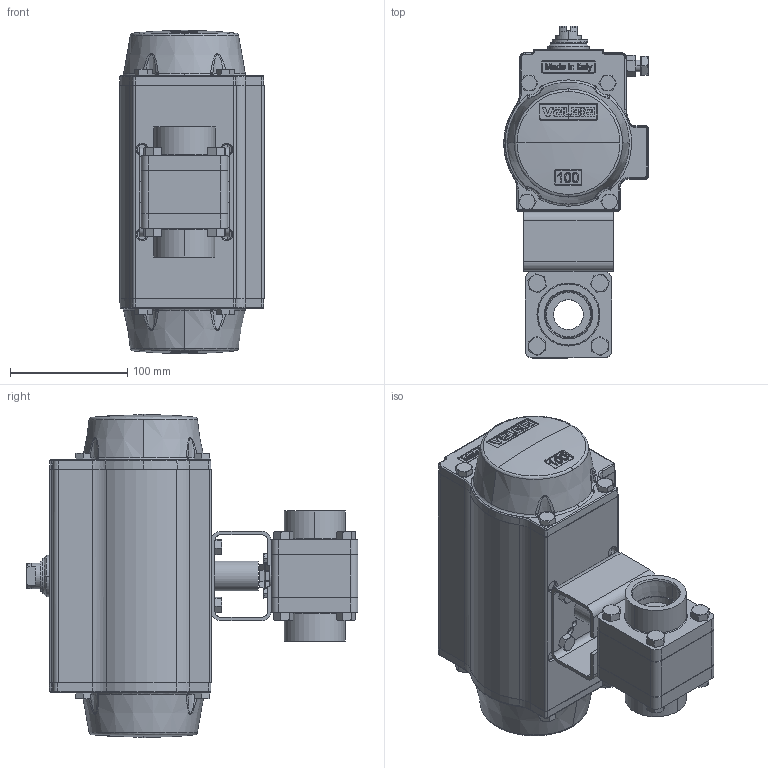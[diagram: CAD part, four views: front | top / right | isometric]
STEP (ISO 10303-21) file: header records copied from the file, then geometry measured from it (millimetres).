
FILE_DESCRIPTION (( 'STEP AP203' ), '1' );
FILE_NAME ('3000R-125-PT_UT-3.STEP', '2017-11-03T17:07:49', ( '' ), ( '' ), 'SwSTEP 2.0', 'SolidWorks 2014', '' );
FILE_SCHEMA (( 'CONFIG_CONTROL_DESIGN' ));
Length unit declared in the file: inch
Products named in the file (1): 3000R-125-PT_UT-3
Bounding box: 123.15 x 282.64 x 275.2 mm (x, y, z)
Surface area: 238649.8 mm2 (no closed solid volume)
Topology: 0 solids, 39 shells, 1350 faces, 4262 edges, 2838 vertices
Faces by surface type: plane 521, bspline 317, cone 250, cylinder 220, sphere 36, torus 6
Entity records: 68932 total; most frequent: CARTESIAN_POINT 34472, ORIENTED_EDGE 7092, DIRECTION 6418, EDGE_CURVE 4246, VERTEX_POINT 2838, AXIS2_PLACEMENT_3D 2364, VECTOR 1690, LINE 1690
